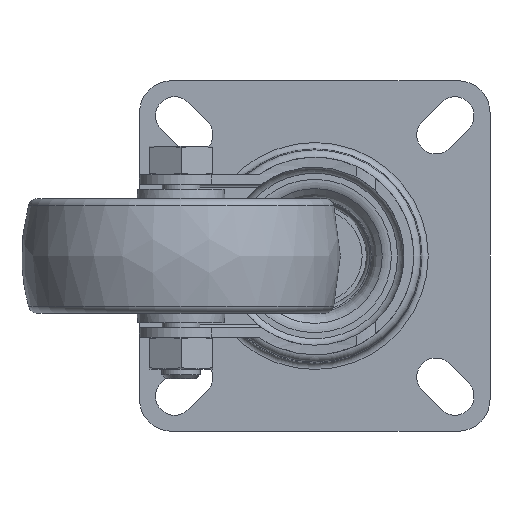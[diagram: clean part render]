
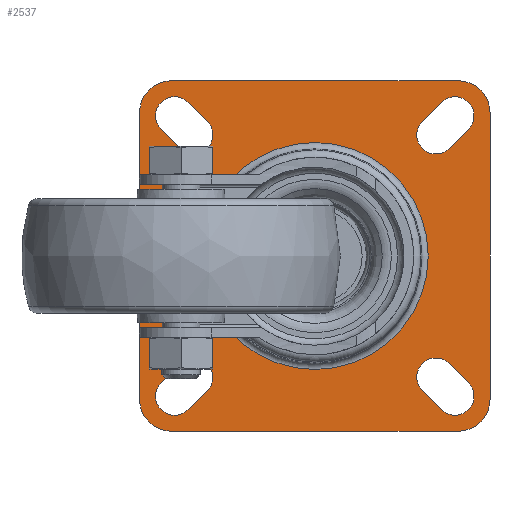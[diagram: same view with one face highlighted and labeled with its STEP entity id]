
A CAD part, front view. The second image highlights one B-rep face of the part: STEP entity #2537.
In plain terms, the highlighted planar face has unit normal (0, -1, 0).
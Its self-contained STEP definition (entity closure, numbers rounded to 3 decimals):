
#46=LINE('',#4004,#138);
#49=LINE('',#4013,#141);
#54=LINE('',#4028,#146);
#57=LINE('',#4037,#149);
#62=LINE('',#4052,#154);
#65=LINE('',#4061,#157);
#70=LINE('',#4076,#162);
#73=LINE('',#4085,#165);
#76=LINE('',#4097,#168);
#80=LINE('',#4109,#172);
#84=LINE('',#4121,#176);
#88=LINE('',#4132,#180);
#138=VECTOR('',#3113,4.243);
#141=VECTOR('',#3124,4.243);
#146=VECTOR('',#3137,4.243);
#149=VECTOR('',#3148,4.243);
#154=VECTOR('',#3161,4.243);
#157=VECTOR('',#3172,4.243);
#162=VECTOR('',#3185,4.243);
#165=VECTOR('',#3196,4.243);
#168=VECTOR('',#3207,45.);
#172=VECTOR('',#3219,45.);
#176=VECTOR('',#3231,45.);
#180=VECTOR('',#3243,45.);
#450=FACE_BOUND('',#825,.T.);
#451=FACE_BOUND('',#826,.T.);
#452=FACE_BOUND('',#827,.T.);
#453=FACE_BOUND('',#828,.T.);
#454=FACE_BOUND('',#829,.T.);
#585=FACE_OUTER_BOUND('',#824,.T.);
#824=EDGE_LOOP('',(#1965,#1966,#1967,#1968,#1969,#1970,#1971,#1972));
#825=EDGE_LOOP('',(#1973));
#826=EDGE_LOOP('',(#1974,#1975,#1976,#1977));
#827=EDGE_LOOP('',(#1978,#1979,#1980,#1981));
#828=EDGE_LOOP('',(#1982,#1983,#1984,#1985));
#829=EDGE_LOOP('',(#1986,#1987,#1988,#1989));
#944=CIRCLE('',#2679,3.);
#946=CIRCLE('',#2683,3.);
#948=CIRCLE('',#2687,3.);
#950=CIRCLE('',#2691,3.);
#952=CIRCLE('',#2695,3.);
#954=CIRCLE('',#2699,3.);
#956=CIRCLE('',#2703,3.);
#958=CIRCLE('',#2707,3.);
#959=CIRCLE('',#2710,5.);
#961=CIRCLE('',#2714,5.);
#963=CIRCLE('',#2718,5.);
#965=CIRCLE('',#2722,5.);
#1010=CIRCLE('',#2821,17.81);
#1123=VERTEX_POINT('',#3991);
#1126=VERTEX_POINT('',#3996);
#1127=VERTEX_POINT('',#4000);
#1129=VERTEX_POINT('',#4006);
#1131=VERTEX_POINT('',#4015);
#1134=VERTEX_POINT('',#4020);
#1135=VERTEX_POINT('',#4024);
#1137=VERTEX_POINT('',#4030);
#1139=VERTEX_POINT('',#4039);
#1142=VERTEX_POINT('',#4044);
#1143=VERTEX_POINT('',#4048);
#1145=VERTEX_POINT('',#4054);
#1147=VERTEX_POINT('',#4063);
#1150=VERTEX_POINT('',#4068);
#1151=VERTEX_POINT('',#4072);
#1153=VERTEX_POINT('',#4078);
#1155=VERTEX_POINT('',#4087);
#1156=VERTEX_POINT('',#4088);
#1159=VERTEX_POINT('',#4096);
#1161=VERTEX_POINT('',#4102);
#1163=VERTEX_POINT('',#4108);
#1165=VERTEX_POINT('',#4114);
#1167=VERTEX_POINT('',#4120);
#1169=VERTEX_POINT('',#4126);
#1209=VERTEX_POINT('',#4275);
#1360=EDGE_CURVE('',#1123,#1126,#944,.T.);
#1363=EDGE_CURVE('',#1127,#1123,#46,.T.);
#1366=EDGE_CURVE('',#1129,#1127,#946,.T.);
#1368=EDGE_CURVE('',#1126,#1129,#49,.T.);
#1372=EDGE_CURVE('',#1131,#1134,#948,.T.);
#1375=EDGE_CURVE('',#1135,#1131,#54,.T.);
#1378=EDGE_CURVE('',#1137,#1135,#950,.T.);
#1380=EDGE_CURVE('',#1134,#1137,#57,.T.);
#1384=EDGE_CURVE('',#1139,#1142,#952,.T.);
#1387=EDGE_CURVE('',#1143,#1139,#62,.T.);
#1390=EDGE_CURVE('',#1145,#1143,#954,.T.);
#1392=EDGE_CURVE('',#1142,#1145,#65,.T.);
#1396=EDGE_CURVE('',#1147,#1150,#956,.T.);
#1399=EDGE_CURVE('',#1151,#1147,#70,.T.);
#1402=EDGE_CURVE('',#1153,#1151,#958,.T.);
#1404=EDGE_CURVE('',#1150,#1153,#73,.T.);
#1405=EDGE_CURVE('',#1155,#1156,#959,.T.);
#1409=EDGE_CURVE('',#1159,#1155,#76,.T.);
#1412=EDGE_CURVE('',#1161,#1159,#961,.T.);
#1415=EDGE_CURVE('',#1163,#1161,#80,.T.);
#1418=EDGE_CURVE('',#1165,#1163,#963,.T.);
#1421=EDGE_CURVE('',#1167,#1165,#84,.T.);
#1424=EDGE_CURVE('',#1169,#1167,#965,.T.);
#1427=EDGE_CURVE('',#1156,#1169,#88,.T.);
#1479=EDGE_CURVE('',#1209,#1209,#1010,.T.);
#1965=ORIENTED_EDGE('',*,*,#1409,.F.);
#1966=ORIENTED_EDGE('',*,*,#1412,.F.);
#1967=ORIENTED_EDGE('',*,*,#1415,.F.);
#1968=ORIENTED_EDGE('',*,*,#1418,.F.);
#1969=ORIENTED_EDGE('',*,*,#1421,.F.);
#1970=ORIENTED_EDGE('',*,*,#1424,.F.);
#1971=ORIENTED_EDGE('',*,*,#1427,.F.);
#1972=ORIENTED_EDGE('',*,*,#1405,.F.);
#1973=ORIENTED_EDGE('',*,*,#1479,.F.);
#1974=ORIENTED_EDGE('',*,*,#1360,.T.);
#1975=ORIENTED_EDGE('',*,*,#1368,.T.);
#1976=ORIENTED_EDGE('',*,*,#1366,.T.);
#1977=ORIENTED_EDGE('',*,*,#1363,.T.);
#1978=ORIENTED_EDGE('',*,*,#1372,.T.);
#1979=ORIENTED_EDGE('',*,*,#1380,.T.);
#1980=ORIENTED_EDGE('',*,*,#1378,.T.);
#1981=ORIENTED_EDGE('',*,*,#1375,.T.);
#1982=ORIENTED_EDGE('',*,*,#1384,.T.);
#1983=ORIENTED_EDGE('',*,*,#1392,.T.);
#1984=ORIENTED_EDGE('',*,*,#1390,.T.);
#1985=ORIENTED_EDGE('',*,*,#1387,.T.);
#1986=ORIENTED_EDGE('',*,*,#1396,.T.);
#1987=ORIENTED_EDGE('',*,*,#1404,.T.);
#1988=ORIENTED_EDGE('',*,*,#1402,.T.);
#1989=ORIENTED_EDGE('',*,*,#1399,.T.);
#2230=PLANE('',#2822);
#2537=ADVANCED_FACE('',(#585,#450,#451,#452,#453,#454),#2230,.F.);
#2679=AXIS2_PLACEMENT_3D('',#3998,#3107,#3108);
#2683=AXIS2_PLACEMENT_3D('',#4010,#3119,#3120);
#2687=AXIS2_PLACEMENT_3D('',#4022,#3131,#3132);
#2691=AXIS2_PLACEMENT_3D('',#4034,#3143,#3144);
#2695=AXIS2_PLACEMENT_3D('',#4046,#3155,#3156);
#2699=AXIS2_PLACEMENT_3D('',#4058,#3167,#3168);
#2703=AXIS2_PLACEMENT_3D('',#4070,#3179,#3180);
#2707=AXIS2_PLACEMENT_3D('',#4082,#3191,#3192);
#2710=AXIS2_PLACEMENT_3D('',#4089,#3199,#3200);
#2714=AXIS2_PLACEMENT_3D('',#4103,#3212,#3213);
#2718=AXIS2_PLACEMENT_3D('',#4115,#3224,#3225);
#2722=AXIS2_PLACEMENT_3D('',#4127,#3236,#3237);
#2821=AXIS2_PLACEMENT_3D('',#4276,#3444,#3445);
#2822=AXIS2_PLACEMENT_3D('',#4277,#3446,#3447);
#3107=DIRECTION('center_axis',(0.,1.,0.));
#3108=DIRECTION('ref_axis',(0.,0.,1.));
#3113=DIRECTION('',(-0.707,0.,-0.707));
#3119=DIRECTION('center_axis',(0.,1.,0.));
#3120=DIRECTION('ref_axis',(0.,0.,1.));
#3124=DIRECTION('',(0.707,0.,0.707));
#3131=DIRECTION('center_axis',(0.,1.,0.));
#3132=DIRECTION('ref_axis',(0.,0.,1.));
#3137=DIRECTION('',(-0.707,0.,0.707));
#3143=DIRECTION('center_axis',(0.,1.,0.));
#3144=DIRECTION('ref_axis',(0.,0.,1.));
#3148=DIRECTION('',(0.707,0.,-0.707));
#3155=DIRECTION('center_axis',(0.,1.,0.));
#3156=DIRECTION('ref_axis',(0.,0.,1.));
#3161=DIRECTION('',(0.707,0.,0.707));
#3167=DIRECTION('center_axis',(0.,1.,0.));
#3168=DIRECTION('ref_axis',(0.,0.,1.));
#3172=DIRECTION('',(-0.707,0.,-0.707));
#3179=DIRECTION('center_axis',(0.,1.,0.));
#3180=DIRECTION('ref_axis',(0.,0.,1.));
#3185=DIRECTION('',(0.707,0.,-0.707));
#3191=DIRECTION('center_axis',(0.,1.,0.));
#3192=DIRECTION('ref_axis',(0.,0.,1.));
#3196=DIRECTION('',(-0.707,0.,0.707));
#3199=DIRECTION('center_axis',(0.,1.,0.));
#3200=DIRECTION('ref_axis',(0.,0.,1.));
#3207=DIRECTION('',(-1.,0.,0.));
#3212=DIRECTION('center_axis',(0.,1.,0.));
#3213=DIRECTION('ref_axis',(0.,0.,1.));
#3219=DIRECTION('',(0.,0.,-1.));
#3224=DIRECTION('center_axis',(0.,1.,0.));
#3225=DIRECTION('ref_axis',(0.,0.,1.));
#3231=DIRECTION('',(1.,0.,0.));
#3236=DIRECTION('center_axis',(0.,1.,0.));
#3237=DIRECTION('ref_axis',(0.,0.,1.));
#3243=DIRECTION('',(0.,0.,1.));
#3444=DIRECTION('center_axis',(0.,-1.,0.));
#3445=DIRECTION('ref_axis',(0.,0.,-1.));
#3446=DIRECTION('center_axis',(0.,1.,0.));
#3447=DIRECTION('ref_axis',(0.,0.,1.));
#3991=CARTESIAN_POINT('',(1.121,39.5,-24.121));
#3996=CARTESIAN_POINT('',(-3.121,39.5,-19.879));
#3998=CARTESIAN_POINT('Origin',(-1.,39.5,-22.));
#4000=CARTESIAN_POINT('',(4.121,39.5,-21.121));
#4004=CARTESIAN_POINT('',(43.371,39.5,18.129));
#4006=CARTESIAN_POINT('',(-0.121,39.5,-16.879));
#4010=CARTESIAN_POINT('Origin',(2.,39.5,-19.));
#4013=CARTESIAN_POINT('',(39.129,39.5,22.371));
#4015=CARTESIAN_POINT('',(-3.121,39.5,19.879));
#4020=CARTESIAN_POINT('',(1.121,39.5,24.121));
#4022=CARTESIAN_POINT('Origin',(-1.,39.5,22.));
#4024=CARTESIAN_POINT('',(-0.121,39.5,16.879));
#4028=CARTESIAN_POINT('',(39.129,39.5,-22.371));
#4030=CARTESIAN_POINT('',(4.121,39.5,21.121));
#4034=CARTESIAN_POINT('Origin',(2.,39.5,19.));
#4037=CARTESIAN_POINT('',(43.371,39.5,-18.129));
#4039=CARTESIAN_POINT('',(40.879,39.5,24.121));
#4044=CARTESIAN_POINT('',(45.121,39.5,19.879));
#4046=CARTESIAN_POINT('Origin',(43.,39.5,22.));
#4048=CARTESIAN_POINT('',(37.879,39.5,21.121));
#4052=CARTESIAN_POINT('',(39.129,39.5,22.371));
#4054=CARTESIAN_POINT('',(42.121,39.5,16.879));
#4058=CARTESIAN_POINT('Origin',(40.,39.5,19.));
#4061=CARTESIAN_POINT('',(43.371,39.5,18.129));
#4063=CARTESIAN_POINT('',(45.121,39.5,-19.879));
#4068=CARTESIAN_POINT('',(40.879,39.5,-24.121));
#4070=CARTESIAN_POINT('Origin',(43.,39.5,-22.));
#4072=CARTESIAN_POINT('',(42.121,39.5,-16.879));
#4076=CARTESIAN_POINT('',(43.371,39.5,-18.129));
#4078=CARTESIAN_POINT('',(37.879,39.5,-21.121));
#4082=CARTESIAN_POINT('Origin',(40.,39.5,-19.));
#4085=CARTESIAN_POINT('',(39.129,39.5,-22.371));
#4087=CARTESIAN_POINT('',(-1.5,39.5,-27.5));
#4088=CARTESIAN_POINT('',(-6.5,39.5,-22.5));
#4089=CARTESIAN_POINT('Origin',(-1.5,39.5,-22.5));
#4096=CARTESIAN_POINT('',(43.5,39.5,-27.5));
#4097=CARTESIAN_POINT('',(61.5,39.5,-27.5));
#4102=CARTESIAN_POINT('',(48.5,39.5,-22.5));
#4103=CARTESIAN_POINT('Origin',(43.5,39.5,-22.5));
#4108=CARTESIAN_POINT('',(48.5,39.5,22.5));
#4109=CARTESIAN_POINT('',(48.5,39.5,0.));
#4114=CARTESIAN_POINT('',(43.5,39.5,27.5));
#4115=CARTESIAN_POINT('Origin',(43.5,39.5,22.5));
#4120=CARTESIAN_POINT('',(-1.5,39.5,27.5));
#4121=CARTESIAN_POINT('',(61.5,39.5,27.5));
#4126=CARTESIAN_POINT('',(-6.5,39.5,22.5));
#4127=CARTESIAN_POINT('Origin',(-1.5,39.5,22.5));
#4132=CARTESIAN_POINT('',(-6.5,39.5,0.));
#4275=CARTESIAN_POINT('',(21.,39.5,-17.81));
#4276=CARTESIAN_POINT('Origin',(21.,39.5,0.));
#4277=CARTESIAN_POINT('Origin',(61.5,39.5,0.));
